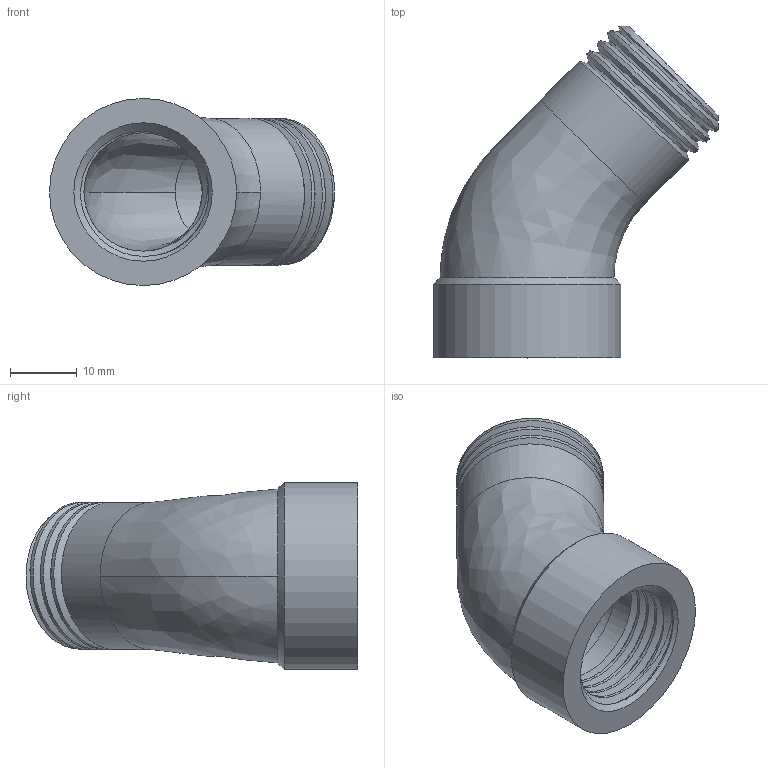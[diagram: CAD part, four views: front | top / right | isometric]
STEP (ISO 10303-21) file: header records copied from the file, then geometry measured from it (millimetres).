
FILE_DESCRIPTION(/* description */ ('Unknown'),/* implementation_level */ '2;1');
FILE_NAME(/* name */ '20200908-R-306-DN15',/* time_stamp */ '2020-09-08T14:55:52+08:00',/* author */ ('Unknown'),/* organization */ ('Unknown'),/* preprocessor_version */ 'ST-DEVELOPER v16.7',/* originating_system */ 'DEX',/* authorisation */ $);
FILE_SCHEMA (('AUTOMOTIVE_DESIGN {1 0 10303 214 3 1 1}'));
Length unit declared in the file: millimetre
Products named in the file (1): R-306(2) DN15
Bounding box: 42.64 x 49.64 x 28 mm (x, y, z)
Volume: 13316.6 mm3; surface area: 7458.4 mm2
Topology: 1 solids, 1 shells, 29 faces, 101 edges, 74 vertices
Faces by surface type: cylinder 13, bspline 8, plane 4, cone 4
Full cylindrical faces by diameter (mm): 14 x1, 17.7 x4, 22 x3, 28 x1
Entity records: 4407 total; most frequent: CARTESIAN_POINT 3820, ORIENTED_EDGE 166, EDGE_CURVE 83, VERTEX_POINT 71, DIRECTION 53, B_SPLINE_CURVE_WITH_KNOTS 32, EDGE_LOOP 30, FACE_BOUND 30
